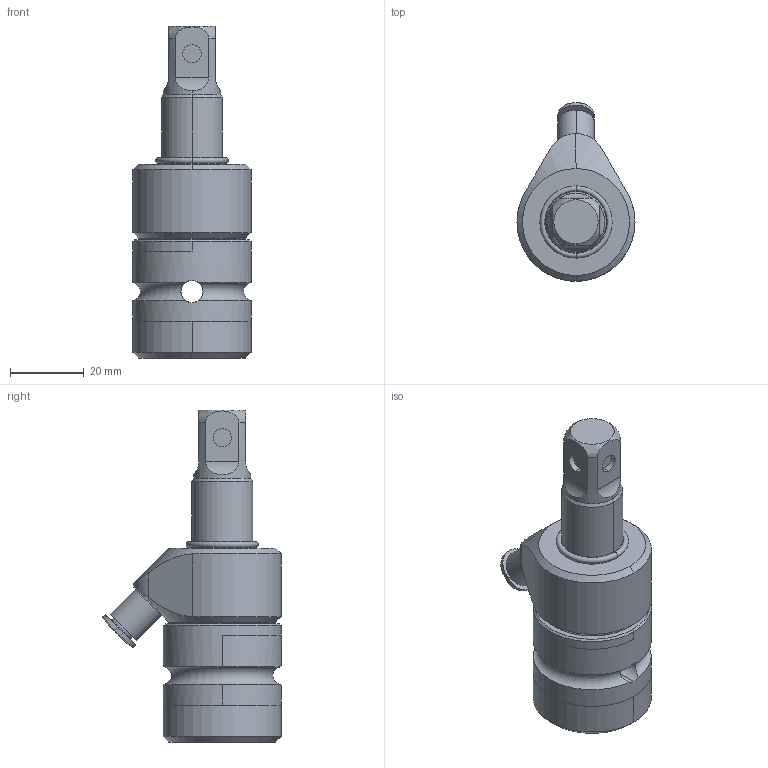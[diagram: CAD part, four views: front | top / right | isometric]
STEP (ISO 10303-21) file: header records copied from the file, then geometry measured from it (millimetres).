
FILE_DESCRIPTION((''),'2;1');
FILE_NAME('4027601325_250123','2025-02-11T11:55:10',('a00528554'),(''),'CREO PARAMETRIC BY PTC INC, 2022414','CREO PARAMETRIC BY PTC INC, 2022414','');
FILE_SCHEMA(('CONFIG_CONTROL_DESIGN','GEOMETRIC_VALIDATION_PROPERTIES_MIM'));
Length unit declared in the file: millimetre
Products named in the file (1): 4027601325_250123
Bounding box: 32 x 48.41 x 90 mm (x, y, z)
Volume: 41842.8 mm3; surface area: 12424.5 mm2
Topology: 2 solids, 2 shells, 124 faces, 305 edges, 198 vertices
Faces by surface type: cylinder 53, plane 36, cone 19, torus 14, bspline 2
Entity records: 5480 total; most frequent: CARTESIAN_POINT 1463, DIRECTION 631, ORIENTED_EDGE 610, EDGE_CURVE 305, AXIS2_PLACEMENT_3D 261, VERTEX_POINT 198, EDGE_LOOP 143, CIRCLE 139
